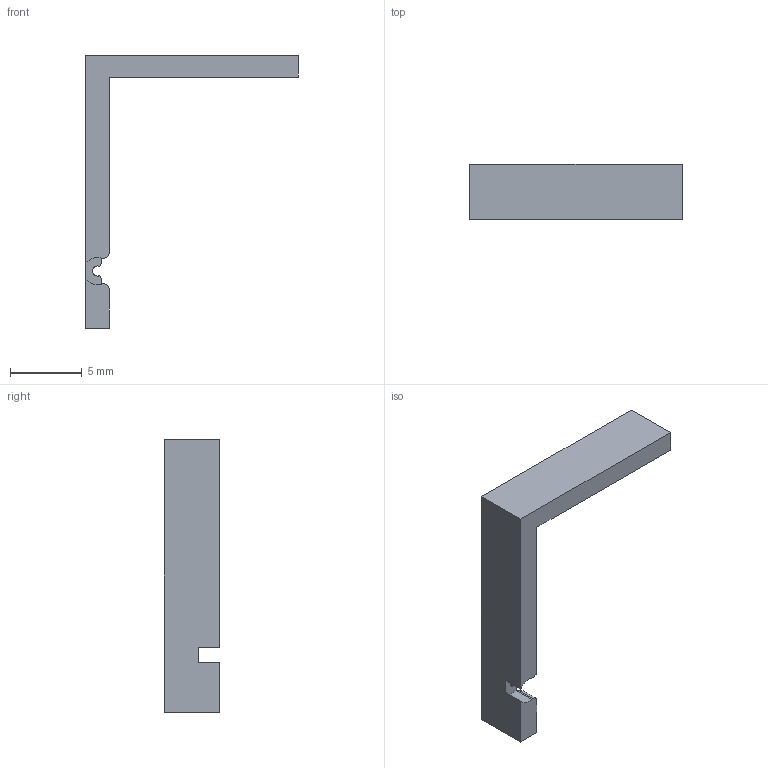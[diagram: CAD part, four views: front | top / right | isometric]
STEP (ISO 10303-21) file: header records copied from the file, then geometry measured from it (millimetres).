
FILE_DESCRIPTION (( 'STEP AP214' ), '1' );
FILE_NAME ('End cap.STEP', '2025-07-15T23:23:40', ( '' ), ( '' ), 'SwSTEP 2.0', 'SolidWorks 2024', '' );
FILE_SCHEMA (( 'AUTOMOTIVE_DESIGN' ));
Length unit declared in the file: millimetre
Products named in the file (1): End cap
Bounding box: 14.76 x 3.85 x 19 mm (x, y, z)
Volume: 161.5 mm3; surface area: 353.9 mm2
Topology: 1 solids, 1 shells, 30 faces, 82 edges, 54 vertices
Faces by surface type: plane 17, cylinder 11, cone 2
Entity records: 980 total; most frequent: CARTESIAN_POINT 188, ORIENTED_EDGE 164, DIRECTION 160, EDGE_CURVE 82, AXIS2_PLACEMENT_3D 54, VERTEX_POINT 54, LINE 52, VECTOR 52
